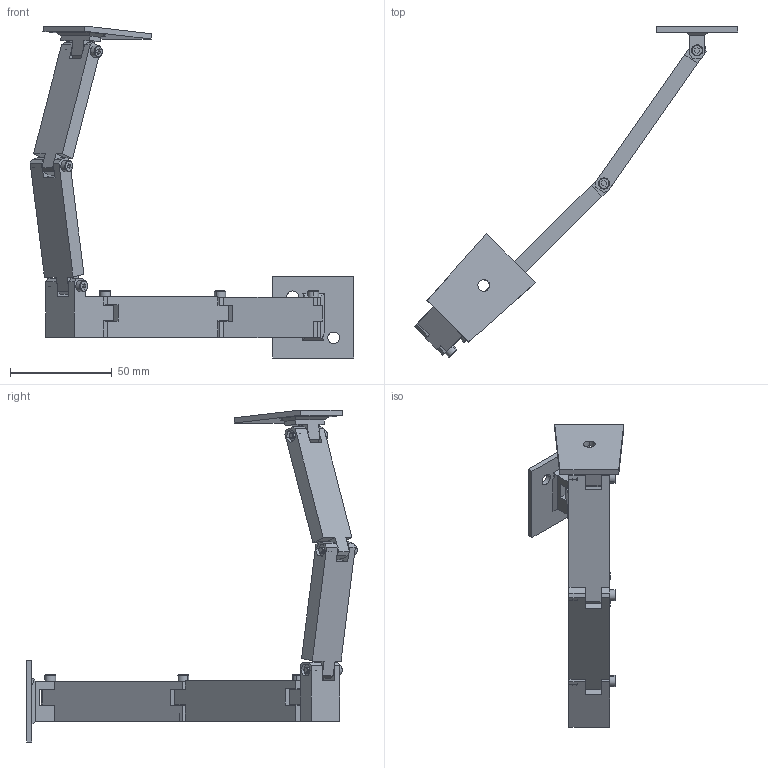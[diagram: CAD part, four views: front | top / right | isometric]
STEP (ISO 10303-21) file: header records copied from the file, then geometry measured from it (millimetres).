
FILE_DESCRIPTION (( 'STEP AP214' ), '1' );
FILE_NAME ('AC_Assembly_AnglerfishCam_Sample.STEP', '2023-01-29T08:03:48', ( '' ), ( '' ), '', '', '' );
FILE_SCHEMA (( 'AUTOMOTIVE_DESIGN' ));
Length unit declared in the file: millimetre
Products named in the file (8): AC_PurchaseMechanical_HexNut_ISO4032_M3; AC_Beam_60; AC_CamConnect___Nulaxy_C900; AC_PurchaseMechanical_SocketHeadScrew_ISO4762_M3x20; AC_Beam_80; AC_Assembly_AnglerfishCam_Sample; AC_Transition; AC_PrinterConnect
Assembly tree (19 placements, depth 2):
  AC_Assembly_AnglerfishCam_Sample
    AC_PrinterConnect
    AC_Beam_80  x2
    AC_Transition
    AC_Beam_60  x2
    AC_CamConnect___Nulaxy_C900
    AC_PurchaseMechanical_HexNut_ISO4032_M3  x6
    AC_PurchaseMechanical_SocketHeadScrew_ISO4762_M3x20  x6
Bounding box: 159.33 x 162.82 x 163.48 mm (x, y, z)
Volume: 57682.2 mm3; surface area: 31405.5 mm2
Topology: 19 solids, 19 shells, 487 faces, 1171 edges, 742 vertices
Faces by surface type: plane 298, cone 96, cylinder 81, torus 12
Entity records: 6930 total; most frequent: CARTESIAN_POINT 1285, ORIENTED_EDGE 1082, DIRECTION 1073, EDGE_CURVE 541, VECTOR 417, LINE 417, VERTEX_POINT 352, AXIS2_PLACEMENT_3D 328
